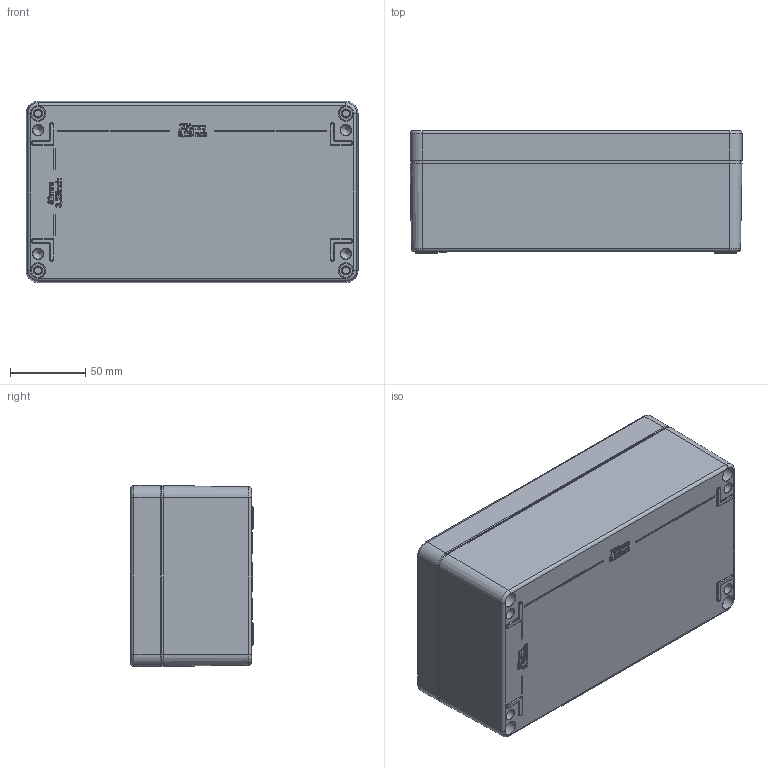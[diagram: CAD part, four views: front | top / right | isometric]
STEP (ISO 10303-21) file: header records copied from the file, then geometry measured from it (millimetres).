
FILE_DESCRIPTION( ( 'STEP AP214' ), '1' );
FILE_NAME( '15001001.stp', '2020-07-23T16:12:07', ( 'License CC BY-ND 4.0' ), ( 'CADENAS' ), ' ', 'PARTsolutions', ' ' );
FILE_SCHEMA( ( 'AUTOMOTIVE_DESIGN { 1 0 10303 214 1 1 1 1 }' ) );
Length unit declared in the file: millimetre
Products named in the file (16): 15001001; KASTEN-AL2212-8; KASTEN-AL2212-8-1; DECKEL-AL2212; DECKEL-AL2212-1; SCHRAUBE_AL-GEH-M6X25; SCHRAUBE_AL-GEH-M6X25-1
Assembly tree (21 placements, depth 2):
  15001001
    KASTEN-AL2212-8
    KASTEN-AL2212-8-1
    KASTEN-AL2212-8-1
    KASTEN-AL2212-8-1
    KASTEN-AL2212-8-1
    KASTEN-AL2212-8-1
    KASTEN-AL2212-8-1
    KASTEN-AL2212-8-1
    KASTEN-AL2212-8-1
    KASTEN-AL2212-8-1
    KASTEN-AL2212-8-1
    DECKEL-AL2212
    DECKEL-AL2212-1
    SCHRAUBE_AL-GEH-M6X25  x4
    SCHRAUBE_AL-GEH-M6X25-1  x4
Bounding box: 220 x 81 x 120 mm (x, y, z)
Volume: 495835.4 mm3; surface area: 226477.6 mm2
Topology: 6 solids, 31 shells, 1257 faces, 3269 edges, 2128 vertices
Faces by surface type: plane 501, extrusion 305, cylinder 194, torus 117, cone 96, bspline 44
Full cylindrical faces by diameter (mm): 3.2 x1, 3.6 x1, 4.5 x4, 4.9 x1, 5 x10, 5.25 x4, 6 x15, 6.4 x4, 6.5 x6, 7.2 x4
Entity records: 39069 total; most frequent: CARTESIAN_POINT 12221, ORIENTED_EDGE 5688, DIRECTION 4625, EDGE_CURVE 2886, VERTEX_POINT 1921, VECTOR 1795, LINE 1490, AXIS2_PLACEMENT_3D 1415
